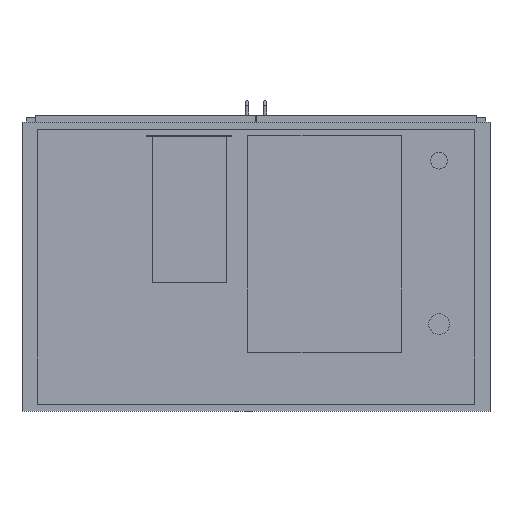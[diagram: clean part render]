
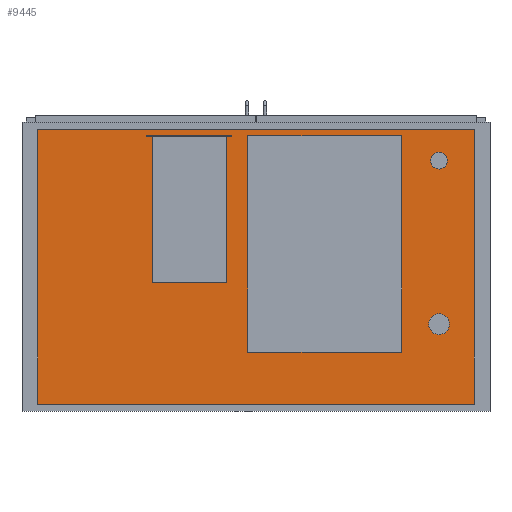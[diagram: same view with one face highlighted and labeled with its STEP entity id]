
A CAD part, front view. The second image highlights one B-rep face of the part: STEP entity #9445.
In plain terms, the highlighted planar face has unit normal (0, -1, 0).
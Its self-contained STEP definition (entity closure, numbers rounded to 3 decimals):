
#153=FACE_BOUND('',#996,.T.);
#154=FACE_BOUND('',#997,.T.);
#173=CIRCLE('',#10092,20.);
#175=CIRCLE('',#10096,25.);
#407=FACE_OUTER_BOUND('',#995,.T.);
#995=EDGE_LOOP('',(#6342,#6343,#6344,#6345));
#996=EDGE_LOOP('',(#6346));
#997=EDGE_LOOP('',(#6347));
#1626=LINE('',#13607,#2827);
#1628=LINE('',#13611,#2829);
#1630=LINE('',#13615,#2831);
#1632=LINE('',#13618,#2833);
#2827=VECTOR('',#10927,10.);
#2829=VECTOR('',#10931,10.);
#2831=VECTOR('',#10935,10.);
#2833=VECTOR('',#10939,10.);
#3990=VERTEX_POINT('',#13533);
#3992=VERTEX_POINT('',#13540);
#4013=VERTEX_POINT('',#13604);
#4014=VERTEX_POINT('',#13606);
#4015=VERTEX_POINT('',#13610);
#4016=VERTEX_POINT('',#13614);
#4893=EDGE_CURVE('',#3990,#3990,#173,.T.);
#4896=EDGE_CURVE('',#3992,#3992,#175,.T.);
#4926=EDGE_CURVE('',#4014,#4013,#1626,.T.);
#4928=EDGE_CURVE('',#4015,#4014,#1628,.T.);
#4930=EDGE_CURVE('',#4016,#4015,#1630,.T.);
#4932=EDGE_CURVE('',#4013,#4016,#1632,.T.);
#6342=ORIENTED_EDGE('',*,*,#4932,.T.);
#6343=ORIENTED_EDGE('',*,*,#4930,.T.);
#6344=ORIENTED_EDGE('',*,*,#4928,.T.);
#6345=ORIENTED_EDGE('',*,*,#4926,.T.);
#6346=ORIENTED_EDGE('',*,*,#4893,.T.);
#6347=ORIENTED_EDGE('',*,*,#4896,.T.);
#8939=PLANE('',#10113);
#9445=ADVANCED_FACE('',(#407,#153,#154),#8939,.T.);
#10092=AXIS2_PLACEMENT_3D('',#13535,#10861,#10862);
#10096=AXIS2_PLACEMENT_3D('',#13542,#10870,#10871);
#10113=AXIS2_PLACEMENT_3D('',#13619,#10940,#10941);
#10861=DIRECTION('center_axis',(0.,1.,0.));
#10862=DIRECTION('ref_axis',(1.,0.,0.));
#10870=DIRECTION('center_axis',(0.,1.,0.));
#10871=DIRECTION('ref_axis',(1.,0.,0.));
#10927=DIRECTION('',(0.,0.,1.));
#10931=DIRECTION('',(1.,0.,0.));
#10935=DIRECTION('',(0.,0.,-1.));
#10939=DIRECTION('',(-1.,0.,0.));
#10940=DIRECTION('center_axis',(0.,-1.,0.));
#10941=DIRECTION('ref_axis',(0.,0.,-1.));
#13533=CARTESIAN_POINT('',(420.,-370.,255.));
#13535=CARTESIAN_POINT('Origin',(440.,-370.,255.));
#13540=CARTESIAN_POINT('',(415.,-370.,-138.));
#13542=CARTESIAN_POINT('Origin',(440.,-370.,-138.));
#13604=CARTESIAN_POINT('',(525.,-370.,330.));
#13606=CARTESIAN_POINT('',(525.,-370.,-330.));
#13607=CARTESIAN_POINT('',(525.,-370.,330.));
#13610=CARTESIAN_POINT('',(-525.,-370.,-330.));
#13611=CARTESIAN_POINT('',(525.,-370.,-330.));
#13614=CARTESIAN_POINT('',(-525.,-370.,330.));
#13615=CARTESIAN_POINT('',(-525.,-370.,-330.));
#13618=CARTESIAN_POINT('',(-525.,-370.,330.));
#13619=CARTESIAN_POINT('Origin',(0.,-370.,0.));
